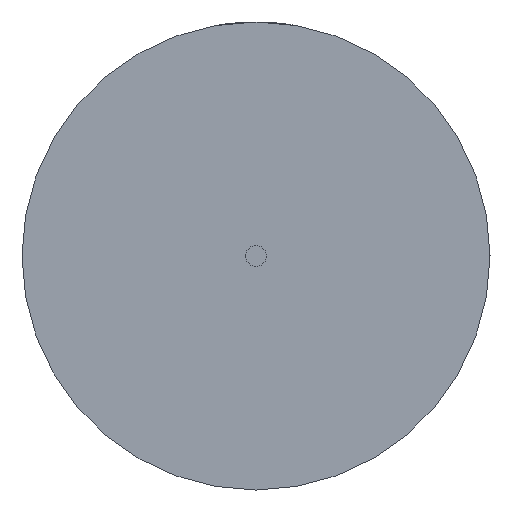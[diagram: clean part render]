
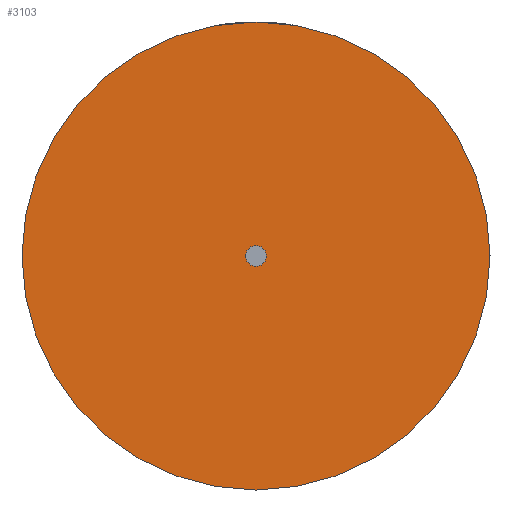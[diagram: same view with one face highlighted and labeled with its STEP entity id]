
A CAD part, left-side view. The second image highlights one B-rep face of the part: STEP entity #3103.
In plain terms, the highlighted planar face has unit normal (-1, 0, 0).
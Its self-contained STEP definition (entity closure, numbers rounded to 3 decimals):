
#263 = DIRECTION ( 'NONE',  ( 0., 0., 1. ) ) ;
#383 = VERTEX_POINT ( 'NONE', #483 ) ;
#394 = EDGE_CURVE ( 'NONE', #2049, #383, #659, .T. ) ;
#451 = DIRECTION ( 'NONE',  ( 0., 0., 1. ) ) ;
#483 = CARTESIAN_POINT ( 'NONE',  ( -0.005, 0., 11.25 ) ) ;
#516 = VERTEX_POINT ( 'NONE', #1426 ) ;
#521 = CARTESIAN_POINT ( 'NONE',  ( -0.005, 0., 0.5 ) ) ;
#654 = ORIENTED_EDGE ( 'NONE', *, *, #3135, .F. ) ;
#659 = CIRCLE ( 'NONE', #1871, 11.25 ) ;
#706 = CARTESIAN_POINT ( 'NONE',  ( -0.005, 0., 0. ) ) ;
#737 = CARTESIAN_POINT ( 'NONE',  ( -0.005, 0., 0. ) ) ;
#912 = EDGE_CURVE ( 'NONE', #2851, #516, #1169, .T. ) ;
#986 = DIRECTION ( 'NONE',  ( -1., 0., 0. ) ) ;
#992 = CIRCLE ( 'NONE', #1911, 0.5 ) ;
#1073 = CARTESIAN_POINT ( 'NONE',  ( -0.005, 0., 0. ) ) ;
#1169 = CIRCLE ( 'NONE', #3197, 0.5 ) ;
#1170 = AXIS2_PLACEMENT_3D ( 'NONE', #1824, #2051, #2549 ) ;
#1177 = ORIENTED_EDGE ( 'NONE', *, *, #2077, .T. ) ;
#1216 = CARTESIAN_POINT ( 'NONE',  ( -0.005, 0., 0. ) ) ;
#1254 = ORIENTED_EDGE ( 'NONE', *, *, #394, .T. ) ;
#1426 = CARTESIAN_POINT ( 'NONE',  ( -0.005, 0., -0.5 ) ) ;
#1494 = AXIS2_PLACEMENT_3D ( 'NONE', #737, #986, #3027 ) ;
#1513 = ORIENTED_EDGE ( 'NONE', *, *, #912, .F. ) ;
#1567 = PLANE ( 'NONE',  #1170 ) ;
#1824 = CARTESIAN_POINT ( 'NONE',  ( -0.005, 0., 0. ) ) ;
#1871 = AXIS2_PLACEMENT_3D ( 'NONE', #706, #2730, #451 ) ;
#1911 = AXIS2_PLACEMENT_3D ( 'NONE', #1073, #2829, #263 ) ;
#1936 = CARTESIAN_POINT ( 'NONE',  ( -0.005, 0., -11.25 ) ) ;
#2049 = VERTEX_POINT ( 'NONE', #1936 ) ;
#2051 = DIRECTION ( 'NONE',  ( -1., 0., 0. ) ) ;
#2077 = EDGE_CURVE ( 'NONE', #383, #2049, #2894, .T. ) ;
#2409 = EDGE_LOOP ( 'NONE', ( #654, #1513 ) ) ;
#2549 = DIRECTION ( 'NONE',  ( 0., 0., 1. ) ) ;
#2582 = EDGE_LOOP ( 'NONE', ( #1254, #1177 ) ) ;
#2657 = FACE_OUTER_BOUND ( 'NONE', #2582, .T. ) ;
#2730 = DIRECTION ( 'NONE',  ( -1., 0., 0. ) ) ;
#2812 = FACE_BOUND ( 'NONE', #2409, .T. ) ;
#2829 = DIRECTION ( 'NONE',  ( -1., 0., 0. ) ) ;
#2851 = VERTEX_POINT ( 'NONE', #521 ) ;
#2894 = CIRCLE ( 'NONE', #1494, 11.25 ) ;
#2957 = DIRECTION ( 'NONE',  ( -1., 0., 0. ) ) ;
#2970 = DIRECTION ( 'NONE',  ( 0., 0., 1. ) ) ;
#3027 = DIRECTION ( 'NONE',  ( 0., 0., 1. ) ) ;
#3103 = ADVANCED_FACE ( 'NONE', ( #2657, #2812 ), #1567, .T. ) ;
#3135 = EDGE_CURVE ( 'NONE', #516, #2851, #992, .T. ) ;
#3197 = AXIS2_PLACEMENT_3D ( 'NONE', #1216, #2957, #2970 ) ;
